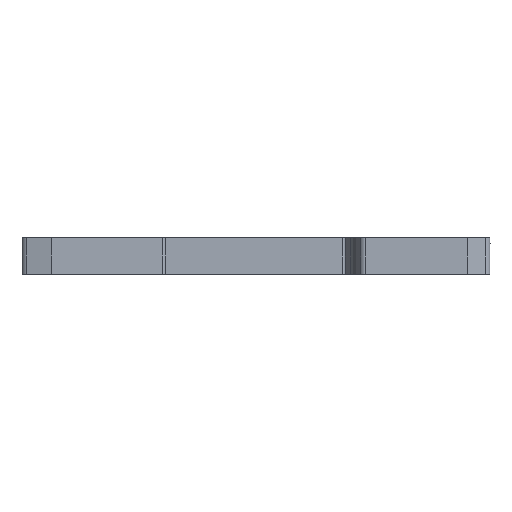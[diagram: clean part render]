
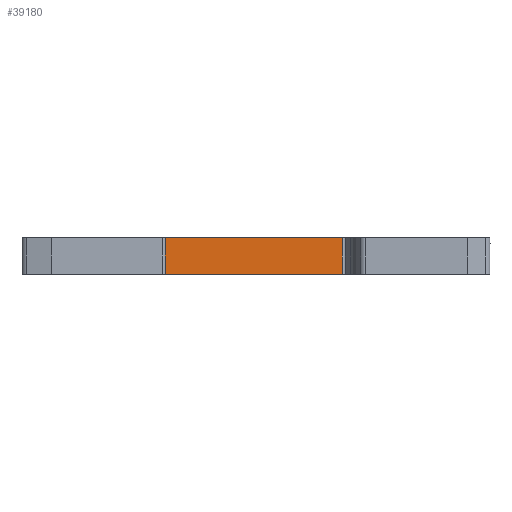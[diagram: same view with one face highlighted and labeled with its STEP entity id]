
A CAD part, front view. The second image highlights one B-rep face of the part: STEP entity #39180.
In plain terms, the highlighted planar face has unit normal (0, -1, 0).
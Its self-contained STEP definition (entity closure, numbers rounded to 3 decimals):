
#13100=CARTESIAN_POINT('',(4.899,-30.557,
-7.7));
#13110=VERTEX_POINT('',#13100);
#13140=CARTESIAN_POINT('',(-10.251,-30.557,
-7.7));
#13150=DIRECTION('',(-1.,0.,0.));
#13160=VECTOR('',#13150,1.);
#13170=LINE('',#13140,#13160);
#13180=CARTESIAN_POINT('',(-27.342,-30.557,
-7.7));
#13190=VERTEX_POINT('',#13180);
#13200=EDGE_CURVE('',#13110,#13190,#13170,.T.);
#21590=CARTESIAN_POINT('',(-27.342,-30.557,
-13.9));
#21600=VERTEX_POINT('',#21590);
#21630=CARTESIAN_POINT('',(1.749,-30.557,
-13.9));
#21640=DIRECTION('',(-1.,0.,0.));
#21650=VECTOR('',#21640,1.);
#21660=LINE('',#21630,#21650);
#21670=CARTESIAN_POINT('',(4.899,-30.557,
-13.9));
#21680=VERTEX_POINT('',#21670);
#21690=EDGE_CURVE('',#21680,#21600,#21660,.T.);
#38970=CARTESIAN_POINT('',(-27.342,-30.557,
-15.5));
#38980=DIRECTION('',(0.,-1.,0.));
#38990=DIRECTION('',(-1.,0.,0.));
#39000=AXIS2_PLACEMENT_3D('',#38970,#38980,#38990);
#39010=PLANE('',#39000);
#39020=CARTESIAN_POINT('',(-27.342,-30.557,
-7.7));
#39030=DIRECTION('',(0.,0.,-1.));
#39040=VECTOR('',#39030,1.);
#39050=LINE('',#39020,#39040);
#39060=EDGE_CURVE('',#13190,#21600,#39050,.T.);
#39070=ORIENTED_EDGE('',*,*,#39060,.T.);
#39080=ORIENTED_EDGE('',*,*,#13200,.T.);
#39090=CARTESIAN_POINT('',(4.899,-30.557,
-5.3));
#39100=DIRECTION('',(0.,0.,-1.));
#39110=VECTOR('',#39100,1.);
#39120=LINE('',#39090,#39110);
#39130=EDGE_CURVE('',#13110,#21680,#39120,.T.);
#39140=ORIENTED_EDGE('',*,*,#39130,.F.);
#39150=ORIENTED_EDGE('',*,*,#21690,.F.);
#39160=EDGE_LOOP('',(#39150,#39140,#39080,#39070));
#39170=FACE_OUTER_BOUND('',#39160,.T.);
#39180=ADVANCED_FACE('',(#39170),#39010,.T.);
